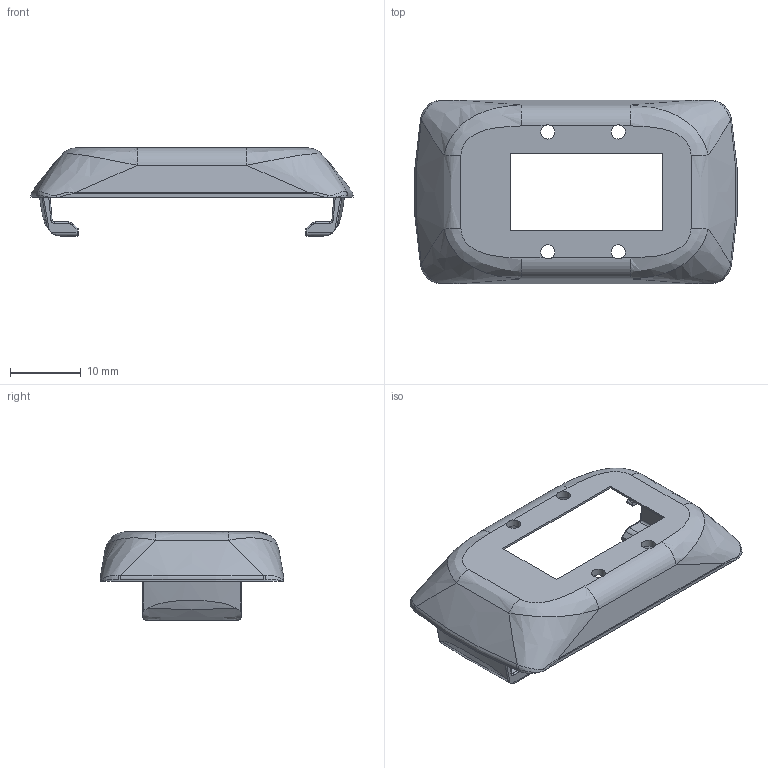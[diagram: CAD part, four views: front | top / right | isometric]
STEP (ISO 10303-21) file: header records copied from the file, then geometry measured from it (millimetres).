
FILE_DESCRIPTION(/* description */ (''),/* implementation_level */ '2;1');
FILE_NAME(/* name */ 'top_cover_v2_1.stp',/* time_stamp */ '2021-05-06T11:31:58+03:00',/* author */ (''),/* organization */ (''),/* preprocessor_version */ 'ST-DEVELOPER v16.7',/* originating_system */ 'SIEMENS PLM Software NX 12.0',/* authorisation */ '');
FILE_SCHEMA (('AP203_CONFIGURATION_CONTROLLED_3D_DESIGN_OF_MECHANICAL_PARTS_AND_ASSEMBLIES_MIM_LF { 1 0 10303 403 2 1 2}'));
Length unit declared in the file: millimetre
Products named in the file (1): alek3380FD11odmc
Bounding box: 45.66 x 26 x 12.5 mm (x, y, z)
Volume: 1672.7 mm3; surface area: 3546.7 mm2
Topology: 1 solids, 1 shells, 267 faces, 726 edges, 444 vertices
Faces by surface type: bspline 106, cylinder 78, plane 61, torus 12, cone 6, sphere 4
Full cylindrical faces by diameter (mm): 1 x4, 2 x4
Entity records: 11351 total; most frequent: CARTESIAN_POINT 5465, ORIENTED_EDGE 1412, DIRECTION 924, EDGE_CURVE 706, VERTEX_POINT 440, AXIS2_PLACEMENT_3D 348, B_SPLINE_CURVE_WITH_KNOTS 292, EDGE_LOOP 284
